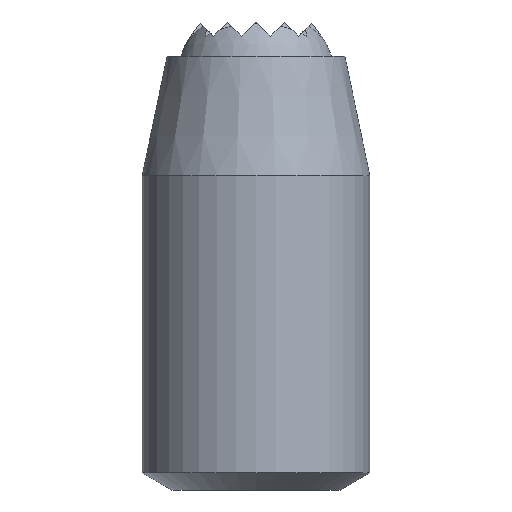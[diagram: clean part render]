
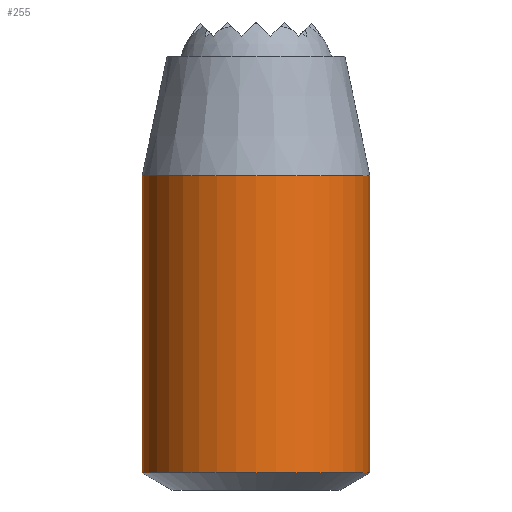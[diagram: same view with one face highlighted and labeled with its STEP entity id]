
A CAD part, front view. The second image highlights one B-rep face of the part: STEP entity #255.
In plain terms, the highlighted cylindrical face has radius 4 mm (diameter 8 mm), a full revolution.
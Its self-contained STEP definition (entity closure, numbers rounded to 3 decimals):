
#255 = ADVANCED_FACE( '', ( #541, #542 ), #543, .T. );
#541 = FACE_OUTER_BOUND( '', #852, .T. );
#542 = FACE_OUTER_BOUND( '', #853, .T. );
#543 = CYLINDRICAL_SURFACE( '', #854, 4. );
#852 = EDGE_LOOP( '', ( #1479 ) );
#853 = EDGE_LOOP( '', ( #1480 ) );
#854 = AXIS2_PLACEMENT_3D( '', #1481, #1482, #1483 );
#1479 = ORIENTED_EDGE( '', *, *, #1948, .T. );
#1480 = ORIENTED_EDGE( '', *, *, #1929, .T. );
#1481 = CARTESIAN_POINT( '', ( 0., 0., 15.25 ) );
#1482 = DIRECTION( '', ( 0., 0., 1. ) );
#1483 = DIRECTION( '', ( -1., 0., 0. ) );
#1929 = EDGE_CURVE( '', #2300, #2300, #2301, .F. );
#1948 = EDGE_CURVE( '', #2320, #2320, #2321, .T. );
#2300 = VERTEX_POINT( '', #2776 );
#2301 = CIRCLE( '', #2777, 4. );
#2320 = VERTEX_POINT( '', #2804 );
#2321 = CIRCLE( '', #2805, 4. );
#2776 = CARTESIAN_POINT( '', ( 4., 0., 11.05 ) );
#2777 = AXIS2_PLACEMENT_3D( '', #3136, #3137, #3138 );
#2804 = CARTESIAN_POINT( '', ( 4., 0., 0.6 ) );
#2805 = AXIS2_PLACEMENT_3D( '', #3147, #3148, #3149 );
#3136 = CARTESIAN_POINT( '', ( 0., 0., 11.05 ) );
#3137 = DIRECTION( '', ( 0., 0., 1. ) );
#3138 = DIRECTION( '', ( 1., 0., 0. ) );
#3147 = CARTESIAN_POINT( '', ( 0., 0., 0.6 ) );
#3148 = DIRECTION( '', ( 0., 0., 1. ) );
#3149 = DIRECTION( '', ( 1., 0., 0. ) );
